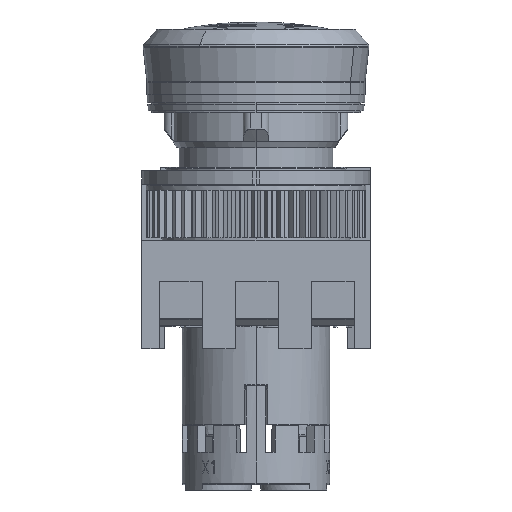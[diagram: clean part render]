
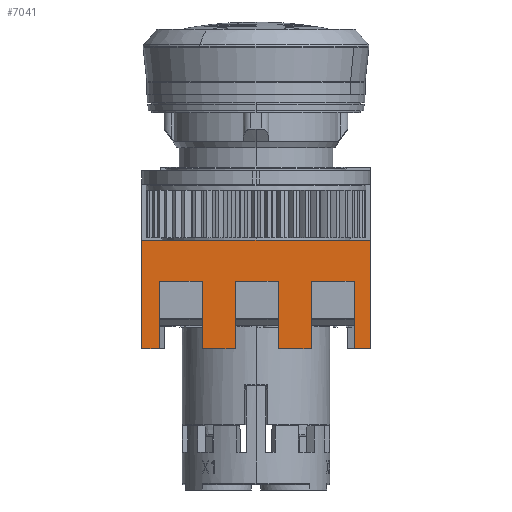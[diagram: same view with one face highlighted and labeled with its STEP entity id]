
A CAD part, front view. The second image highlights one B-rep face of the part: STEP entity #7041.
In plain terms, the highlighted planar face has unit normal (0, -1, 0).
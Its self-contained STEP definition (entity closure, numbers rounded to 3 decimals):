
#7041=ADVANCED_FACE('',(#14151),#14152,.F.);
#14151=FACE_OUTER_BOUND('',#21238,.T.);
#14152=PLANE('',#21239);
#21238=EDGE_LOOP('',(#43623,#43624,#43625,#43626,#43627,#43628,#43629,#43630,#43631,#43632,#43633,#43634,#43635,#43636,#43637,#43638));
#21239=AXIS2_PLACEMENT_3D('',#43639,#43640,#43641);
#43623=ORIENTED_EDGE('',*,*,#51476,.T.);
#43624=ORIENTED_EDGE('',*,*,#51508,.T.);
#43625=ORIENTED_EDGE('',*,*,#51491,.T.);
#43626=ORIENTED_EDGE('',*,*,#51504,.T.);
#43627=ORIENTED_EDGE('',*,*,#49728,.T.);
#43628=ORIENTED_EDGE('',*,*,#51544,.T.);
#43629=ORIENTED_EDGE('',*,*,#51517,.T.);
#43630=ORIENTED_EDGE('',*,*,#51535,.T.);
#43631=ORIENTED_EDGE('',*,*,#51540,.T.);
#43632=ORIENTED_EDGE('',*,*,#51686,.T.);
#43633=ORIENTED_EDGE('',*,*,#51689,.T.);
#43634=ORIENTED_EDGE('',*,*,#51707,.F.);
#43635=ORIENTED_EDGE('',*,*,#51673,.T.);
#43636=ORIENTED_EDGE('',*,*,#51481,.T.);
#43637=ORIENTED_EDGE('',*,*,#51453,.T.);
#43638=ORIENTED_EDGE('',*,*,#51471,.T.);
#43639=CARTESIAN_POINT('',(14.9,0.0,29.975));
#43640=DIRECTION('',(-0.0,1.0,0.0));
#43641=DIRECTION('',(1.0,0.0,0.0));
#49728=EDGE_CURVE('',#61691,#61689,#61692,.T.);
#51453=EDGE_CURVE('',#64179,#64177,#64180,.T.);
#51471=EDGE_CURVE('',#64177,#64203,#64204,.T.);
#51476=EDGE_CURVE('',#64203,#64209,#64211,.T.);
#51481=EDGE_CURVE('',#64217,#64179,#64218,.T.);
#51491=EDGE_CURVE('',#64235,#64233,#64236,.T.);
#51504=EDGE_CURVE('',#64233,#61691,#64249,.T.);
#51508=EDGE_CURVE('',#64209,#64235,#64253,.T.);
#51517=EDGE_CURVE('',#64269,#64267,#64270,.T.);
#51535=EDGE_CURVE('',#64267,#64293,#64294,.T.);
#51540=EDGE_CURVE('',#64293,#64299,#64301,.T.);
#51544=EDGE_CURVE('',#61689,#64269,#64305,.T.);
#51673=EDGE_CURVE('',#64503,#64217,#64504,.T.);
#51686=EDGE_CURVE('',#64299,#64519,#64521,.T.);
#51689=EDGE_CURVE('',#64519,#64523,#64525,.T.);
#51707=EDGE_CURVE('',#64503,#64523,#64553,.T.);
#61689=VERTEX_POINT('',#79173);
#61691=VERTEX_POINT('',#79176);
#61692=LINE('',#79177,#79178);
#64177=VERTEX_POINT('',#82356);
#64179=VERTEX_POINT('',#82359);
#64180=LINE('',#82360,#82361);
#64203=VERTEX_POINT('',#82395);
#64204=LINE('',#82396,#82397);
#64209=VERTEX_POINT('',#82404);
#64211=LINE('',#82407,#82408);
#64217=VERTEX_POINT('',#82416);
#64218=LINE('',#82417,#82418);
#64233=VERTEX_POINT('',#82440);
#64235=VERTEX_POINT('',#82443);
#64236=LINE('',#82444,#82445);
#64249=LINE('',#82464,#82465);
#64253=LINE('',#82470,#82471);
#64267=VERTEX_POINT('',#82491);
#64269=VERTEX_POINT('',#82494);
#64270=LINE('',#82495,#82496);
#64293=VERTEX_POINT('',#82530);
#64294=LINE('',#82531,#82532);
#64299=VERTEX_POINT('',#82539);
#64301=LINE('',#82542,#82543);
#64305=LINE('',#82548,#82549);
#64503=VERTEX_POINT('',#82843);
#64504=LINE('',#82844,#82845);
#64519=VERTEX_POINT('',#82867);
#64521=LINE('',#82870,#82871);
#64523=VERTEX_POINT('',#82873);
#64525=LINE('',#82876,#82877);
#64553=LINE('',#82915,#82916);
#79173=CARTESIAN_POINT('',(17.8,0.0,18.4));
#79176=CARTESIAN_POINT('',(17.8,0.0,27.2));
#79177=CARTESIAN_POINT('',(17.8,0.0,26.103));
#79178=VECTOR('',#92419,1.0);
#82356=CARTESIAN_POINT('',(2.3,0.0,27.2));
#82359=CARTESIAN_POINT('',(2.3,0.0,18.4));
#82360=CARTESIAN_POINT('',(2.3,0.0,26.103));
#82361=VECTOR('',#94890,1.0);
#82395=CARTESIAN_POINT('',(7.9,0.0,27.2));
#82396=CARTESIAN_POINT('',(11.4,0.0,27.2));
#82397=VECTOR('',#94902,1.0);
#82404=CARTESIAN_POINT('',(7.9,0.0,18.4));
#82407=CARTESIAN_POINT('',(7.9,0.0,26.103));
#82408=VECTOR('',#94906,1.0);
#82416=CARTESIAN_POINT('',(0.0,0.0,18.4));
#82417=CARTESIAN_POINT('',(0.0,0.0,18.4));
#82418=VECTOR('',#94909,1.0);
#82440=CARTESIAN_POINT('',(12.2,0.0,27.2));
#82443=CARTESIAN_POINT('',(12.2,0.0,18.4));
#82444=CARTESIAN_POINT('',(12.2,0.0,26.103));
#82445=VECTOR('',#94918,1.0);
#82464=CARTESIAN_POINT('',(16.35,0.0,27.2));
#82465=VECTOR('',#94925,1.0);
#82470=CARTESIAN_POINT('',(0.0,0.0,18.4));
#82471=VECTOR('',#94927,1.0);
#82491=CARTESIAN_POINT('',(22.1,0.0,27.2));
#82494=CARTESIAN_POINT('',(22.1,0.0,18.4));
#82495=CARTESIAN_POINT('',(22.1,0.0,26.103));
#82496=VECTOR('',#94935,1.0);
#82530=CARTESIAN_POINT('',(27.7,0.0,27.2));
#82531=CARTESIAN_POINT('',(21.3,0.0,27.2));
#82532=VECTOR('',#94947,1.0);
#82539=CARTESIAN_POINT('',(27.7,0.0,18.4));
#82542=CARTESIAN_POINT('',(27.7,0.0,26.103));
#82543=VECTOR('',#94951,1.0);
#82548=CARTESIAN_POINT('',(0.0,0.0,18.4));
#82549=VECTOR('',#94953,1.0);
#82843=CARTESIAN_POINT('',(0.0,0.,32.55));
#82844=CARTESIAN_POINT('',(0.0,0.,32.55));
#82845=VECTOR('',#95065,1.0);
#82867=CARTESIAN_POINT('',(29.8,0.0,18.4));
#82870=CARTESIAN_POINT('',(0.0,0.0,18.4));
#82871=VECTOR('',#95074,1.0);
#82873=CARTESIAN_POINT('',(29.8,0.,32.55));
#82876=CARTESIAN_POINT('',(29.8,0.,32.55));
#82877=VECTOR('',#95076,1.0);
#82915=CARTESIAN_POINT('',(0.0,0.,32.55));
#82916=VECTOR('',#95099,1.0);
#92419=DIRECTION('',(0.0,0.0,-1.0));
#94890=DIRECTION('',(0.0,0.0,1.0));
#94902=DIRECTION('',(1.0,-0.0,0.0));
#94906=DIRECTION('',(0.0,0.0,-1.0));
#94909=DIRECTION('',(1.0,0.0,0.0));
#94918=DIRECTION('',(0.0,0.0,1.0));
#94925=DIRECTION('',(1.0,-0.0,0.0));
#94927=DIRECTION('',(1.0,0.0,0.0));
#94935=DIRECTION('',(0.0,0.0,1.0));
#94947=DIRECTION('',(1.0,-0.0,0.0));
#94951=DIRECTION('',(0.0,0.0,-1.0));
#94953=DIRECTION('',(1.0,0.0,0.0));
#95065=DIRECTION('',(0.0,0.,-1.0));
#95074=DIRECTION('',(1.0,0.0,0.0));
#95076=DIRECTION('',(0.0,0.,1.0));
#95099=DIRECTION('',(1.0,0.0,0.0));
